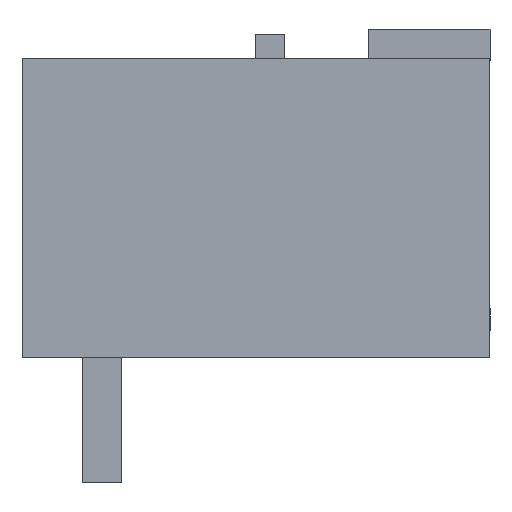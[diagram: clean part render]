
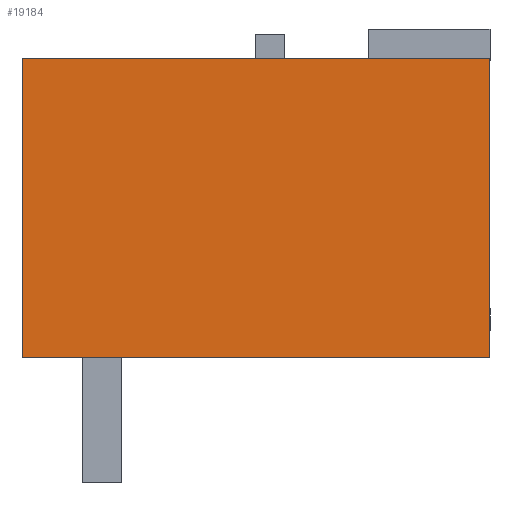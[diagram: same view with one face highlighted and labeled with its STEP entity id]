
A CAD part, left-side view. The second image highlights one B-rep face of the part: STEP entity #19184.
In plain terms, the highlighted planar face has unit normal (-1, 0, 0).
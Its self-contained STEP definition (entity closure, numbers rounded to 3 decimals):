
#19171=AXIS2_PLACEMENT_3D('Plane Axis2P3D',#19168,#19169,#19170) ;
#15762=CARTESIAN_POINT('Vertex',(0.,12.,3.2)) ;
#15765=CARTESIAN_POINT('Line Origine',(0.,12.,7.04)) ;
#15769=CARTESIAN_POINT('Vertex',(0.,12.,10.88)) ;
#16496=CARTESIAN_POINT('Vertex',(0.,0.,10.88)) ;
#16499=CARTESIAN_POINT('Line Origine',(0.,0.,7.04)) ;
#16503=CARTESIAN_POINT('Vertex',(0.,0.,3.2)) ;
#18986=CARTESIAN_POINT('Line Origine',(0.,6.,10.88)) ;
#19168=CARTESIAN_POINT('Axis2P3D Location',(0.,0.,10.88)) ;
#19173=CARTESIAN_POINT('Line Origine',(0.,6.,3.2)) ;
#15766=DIRECTION('Vector Direction',(0.,0.,-1.)) ;
#16500=DIRECTION('Vector Direction',(0.,0.,-1.)) ;
#18987=DIRECTION('Vector Direction',(0.,1.,0.)) ;
#19169=DIRECTION('Axis2P3D Direction',(1.,0.,0.)) ;
#19170=DIRECTION('Axis2P3D XDirection',(0.,0.,-1.)) ;
#19174=DIRECTION('Vector Direction',(0.,1.,0.)) ;
#15767=VECTOR('Line Direction',#15766,1.) ;
#16501=VECTOR('Line Direction',#16500,1.) ;
#18988=VECTOR('Line Direction',#18987,1.) ;
#19175=VECTOR('Line Direction',#19174,1.) ;
#19179=ORIENTED_EDGE('',*,*,#19177,.F.) ;
#19180=ORIENTED_EDGE('',*,*,#16505,.F.) ;
#19181=ORIENTED_EDGE('',*,*,#18990,.T.) ;
#19182=ORIENTED_EDGE('',*,*,#15771,.F.) ;
#19184=ADVANCED_FACE('HOUSING',(#19183),#19172,.F.) ;
#15771=EDGE_CURVE('',#15763,#15770,#15768,.F.) ;
#16505=EDGE_CURVE('',#16497,#16504,#16502,.T.) ;
#18990=EDGE_CURVE('',#16497,#15770,#18989,.T.) ;
#19177=EDGE_CURVE('',#16504,#15763,#19176,.T.) ;
#19178=EDGE_LOOP('',(#19179,#19180,#19181,#19182)) ;
#19183=FACE_OUTER_BOUND('',#19178,.T.) ;
#15768=LINE('Line',#15765,#15767) ;
#16502=LINE('Line',#16499,#16501) ;
#18989=LINE('Line',#18986,#18988) ;
#19176=LINE('Line',#19173,#19175) ;
#19172=PLANE('',#19171) ;
#15763=VERTEX_POINT('',#15762) ;
#15770=VERTEX_POINT('',#15769) ;
#16497=VERTEX_POINT('',#16496) ;
#16504=VERTEX_POINT('',#16503) ;
